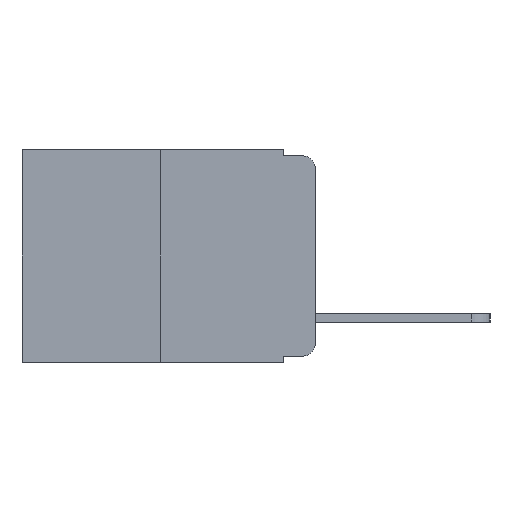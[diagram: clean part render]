
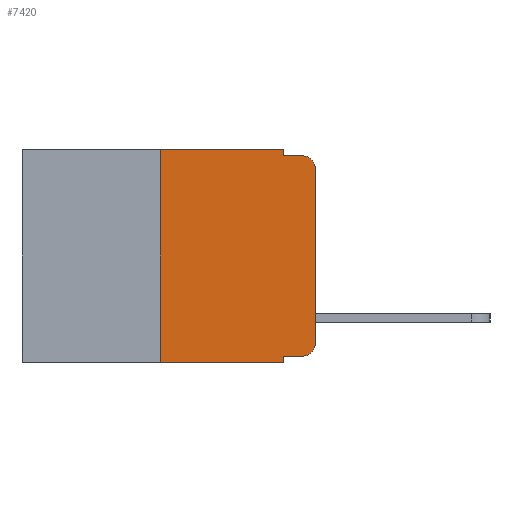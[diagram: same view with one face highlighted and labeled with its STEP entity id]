
A CAD part, left-side view. The second image highlights one B-rep face of the part: STEP entity #7420.
In plain terms, the highlighted planar face has unit normal (-1, 0, 0).
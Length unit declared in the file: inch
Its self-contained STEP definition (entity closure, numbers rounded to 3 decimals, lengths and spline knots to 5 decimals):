
#49 = CARTESIAN_POINT ( 'NONE',  ( 0., 0.051, -0.343 ) ) ;
#67 = CARTESIAN_POINT ( 'NONE',  ( 0., 0.051, -0.01 ) ) ;
#74 = AXIS2_PLACEMENT_3D ( 'NONE', #4603, #10602, #5464 ) ;
#246 = VERTEX_POINT ( 'NONE', #1941 ) ;
#287 = VERTEX_POINT ( 'NONE', #9393 ) ;
#293 = PLANE ( 'NONE',  #4622 ) ;
#396 = FACE_OUTER_BOUND ( 'NONE', #3468, .T. ) ;
#426 = ORIENTED_EDGE ( 'NONE', *, *, #2724, .T. ) ;
#628 = EDGE_CURVE ( 'NONE', #5432, #287, #9244, .T. ) ;
#689 = LINE ( 'NONE', #10133, #3016 ) ;
#986 = LINE ( 'NONE', #10936, #9978 ) ;
#1053 = VECTOR ( 'NONE', #4842, 39.37008 ) ;
#1070 = LINE ( 'NONE', #9568, #5485 ) ;
#1165 = DIRECTION ( 'NONE',  ( 0., 0., -1. ) ) ;
#1283 = VERTEX_POINT ( 'NONE', #7052 ) ;
#1352 = LINE ( 'NONE', #7988, #5775 ) ;
#1859 = CARTESIAN_POINT ( 'NONE',  ( 0., 0.473, 0. ) ) ;
#1941 = CARTESIAN_POINT ( 'NONE',  ( 0., 0.25, 0. ) ) ;
#1976 = DIRECTION ( 'NONE',  ( 0., 0., -1. ) ) ;
#2009 = CARTESIAN_POINT ( 'NONE',  ( 0., 0.02, -0.333 ) ) ;
#2070 = ORIENTED_EDGE ( 'NONE', *, *, #628, .F. ) ;
#2484 = VECTOR ( 'NONE', #3890, 39.37008 ) ;
#2563 = EDGE_CURVE ( 'NONE', #3919, #287, #5921, .T. ) ;
#2724 = EDGE_CURVE ( 'NONE', #6415, #3919, #1070, .T. ) ;
#2880 = VERTEX_POINT ( 'NONE', #2009 ) ;
#2959 = EDGE_CURVE ( 'NONE', #246, #3628, #10202, .T. ) ;
#2979 = CARTESIAN_POINT ( 'NONE',  ( 0., 0.25, 0. ) ) ;
#3016 = VECTOR ( 'NONE', #10949, 39.37008 ) ;
#3468 = EDGE_LOOP ( 'NONE', ( #426, #10241, #2070, #4998, #7859, #10636, #4590, #5677, #6507, #7339 ) ) ;
#3628 = VERTEX_POINT ( 'NONE', #10052 ) ;
#3723 = CIRCLE ( 'NONE', #74, 0.02 ) ;
#3794 = CARTESIAN_POINT ( 'NONE',  ( 0., 0.473, 0. ) ) ;
#3890 = DIRECTION ( 'NONE',  ( 0., 0., 1. ) ) ;
#3919 = VERTEX_POINT ( 'NONE', #8823 ) ;
#4590 = ORIENTED_EDGE ( 'NONE', *, *, #8029, .T. ) ;
#4603 = CARTESIAN_POINT ( 'NONE',  ( 0., 0.02, -0.313 ) ) ;
#4622 = AXIS2_PLACEMENT_3D ( 'NONE', #3794, #6445, #1165 ) ;
#4740 = VERTEX_POINT ( 'NONE', #49 ) ;
#4807 = DIRECTION ( 'NONE',  ( 0., -1., 0. ) ) ;
#4842 = DIRECTION ( 'NONE',  ( 0., -1., 0. ) ) ;
#4870 = VERTEX_POINT ( 'NONE', #9727 ) ;
#4945 = AXIS2_PLACEMENT_3D ( 'NONE', #8383, #4993, #1976 ) ;
#4993 = DIRECTION ( 'NONE',  ( -1., 0., 0. ) ) ;
#4998 = ORIENTED_EDGE ( 'NONE', *, *, #6910, .F. ) ;
#5040 = CARTESIAN_POINT ( 'NONE',  ( 0., 0.051, -0.01 ) ) ;
#5346 = DIRECTION ( 'NONE',  ( 0., 0., -1. ) ) ;
#5432 = VERTEX_POINT ( 'NONE', #67 ) ;
#5464 = DIRECTION ( 'NONE',  ( 0., 0., -1. ) ) ;
#5485 = VECTOR ( 'NONE', #8562, 39.37008 ) ;
#5558 = EDGE_CURVE ( 'NONE', #4870, #4740, #1352, .T. ) ;
#5622 = VECTOR ( 'NONE', #4807, 39.37008 ) ;
#5677 = ORIENTED_EDGE ( 'NONE', *, *, #5558, .F. ) ;
#5775 = VECTOR ( 'NONE', #5346, 39.37008 ) ;
#5921 = CIRCLE ( 'NONE', #4945, 0.02 ) ;
#6415 = VERTEX_POINT ( 'NONE', #9468 ) ;
#6445 = DIRECTION ( 'NONE',  ( 1., 0., 0. ) ) ;
#6507 = ORIENTED_EDGE ( 'NONE', *, *, #8102, .T. ) ;
#6651 = EDGE_CURVE ( 'NONE', #2880, #6415, #3723, .T. ) ;
#6910 = EDGE_CURVE ( 'NONE', #3628, #5432, #689, .T. ) ;
#6963 = DIRECTION ( 'NONE',  ( 0., -1., 0. ) ) ;
#7052 = CARTESIAN_POINT ( 'NONE',  ( 0., 0.25, -0.343 ) ) ;
#7339 = ORIENTED_EDGE ( 'NONE', *, *, #6651, .T. ) ;
#7420 = ADVANCED_FACE ( 'NONE', ( #396 ), #293, .F. ) ;
#7859 = ORIENTED_EDGE ( 'NONE', *, *, #2959, .F. ) ;
#7988 = CARTESIAN_POINT ( 'NONE',  ( 0., 0.051, 0. ) ) ;
#8029 = EDGE_CURVE ( 'NONE', #1283, #4740, #10321, .T. ) ;
#8102 = EDGE_CURVE ( 'NONE', #4870, #2880, #986, .T. ) ;
#8383 = CARTESIAN_POINT ( 'NONE',  ( 0., 0.02, -0.03 ) ) ;
#8562 = DIRECTION ( 'NONE',  ( 0., 0., 1. ) ) ;
#8605 = EDGE_CURVE ( 'NONE', #1283, #246, #9439, .T. ) ;
#8823 = CARTESIAN_POINT ( 'NONE',  ( 0., 0., -0.03 ) ) ;
#9126 = CARTESIAN_POINT ( 'NONE',  ( 0., 0.473, -0.343 ) ) ;
#9241 = DIRECTION ( 'NONE',  ( 0., -1., 0. ) ) ;
#9244 = LINE ( 'NONE', #5040, #10983 ) ;
#9393 = CARTESIAN_POINT ( 'NONE',  ( 0., 0.02, -0.01 ) ) ;
#9439 = LINE ( 'NONE', #2979, #2484 ) ;
#9468 = CARTESIAN_POINT ( 'NONE',  ( 0., 0., -0.313 ) ) ;
#9568 = CARTESIAN_POINT ( 'NONE',  ( 0., 0., 0. ) ) ;
#9727 = CARTESIAN_POINT ( 'NONE',  ( 0., 0.051, -0.333 ) ) ;
#9978 = VECTOR ( 'NONE', #9241, 39.37008 ) ;
#10052 = CARTESIAN_POINT ( 'NONE',  ( 0., 0.051, 0. ) ) ;
#10133 = CARTESIAN_POINT ( 'NONE',  ( 0., 0.051, 0. ) ) ;
#10202 = LINE ( 'NONE', #1859, #5622 ) ;
#10241 = ORIENTED_EDGE ( 'NONE', *, *, #2563, .T. ) ;
#10321 = LINE ( 'NONE', #9126, #1053 ) ;
#10602 = DIRECTION ( 'NONE',  ( -1., 0., 0. ) ) ;
#10636 = ORIENTED_EDGE ( 'NONE', *, *, #8605, .F. ) ;
#10936 = CARTESIAN_POINT ( 'NONE',  ( 0., 0.051, -0.333 ) ) ;
#10949 = DIRECTION ( 'NONE',  ( 0., 0., -1. ) ) ;
#10983 = VECTOR ( 'NONE', #6963, 39.37008 ) ;
